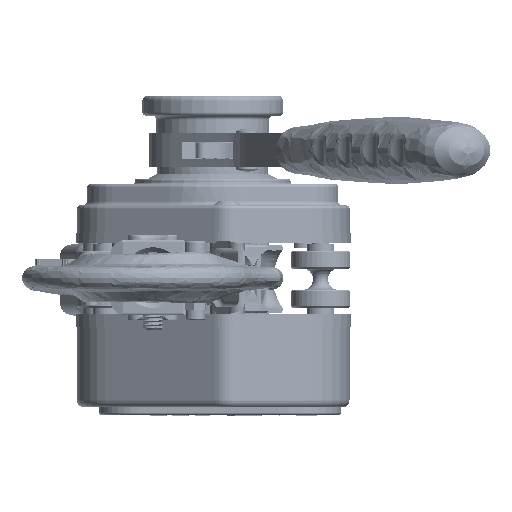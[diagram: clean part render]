
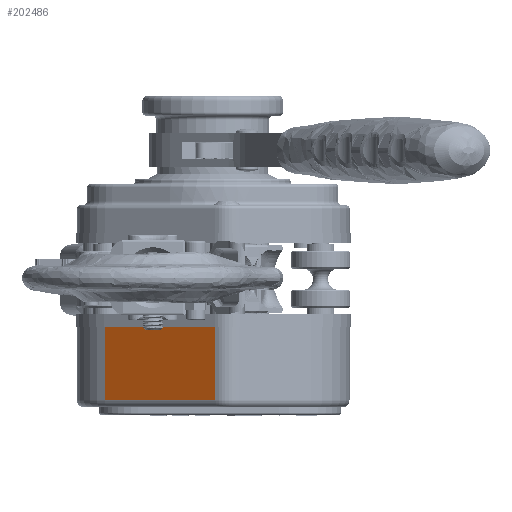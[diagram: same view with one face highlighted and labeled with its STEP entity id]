
A CAD part, front view. The second image highlights one B-rep face of the part: STEP entity #202486.
In plain terms, the highlighted planar face has unit normal (-0.546, -0.838, 0).
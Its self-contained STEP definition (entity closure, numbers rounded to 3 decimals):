
#197755=CARTESIAN_POINT('',(-52.032,-14.34,67.85));
#197756=VERTEX_POINT('',#197755);
#197764=CARTESIAN_POINT('',(-8.049,-43.023,67.85));
#197765=VERTEX_POINT('',#197764);
#197766=CARTESIAN_POINT('',(-52.032,-14.34,67.85));
#197767=DIRECTION('',(0.838,-0.546,0.0));
#197768=VECTOR('',#197767,52.51);
#197769=LINE('',#197766,#197768);
#197770=EDGE_CURVE('',#197756,#197765,#197769,.T.);
#198343=CARTESIAN_POINT('',(-52.032,-14.34,38.85));
#198344=VERTEX_POINT('',#198343);
#198409=CARTESIAN_POINT('',(-8.049,-43.023,38.85));
#198410=VERTEX_POINT('',#198409);
#198418=CARTESIAN_POINT('',(-52.032,-14.34,38.85));
#198419=DIRECTION('',(0.838,-0.546,0.));
#198420=VECTOR('',#198419,52.51);
#198421=LINE('',#198418,#198420);
#198422=EDGE_CURVE('',#198344,#198410,#198421,.T.);
#202458=CARTESIAN_POINT('',(-8.049,-43.023,67.85));
#202459=DIRECTION('',(0.0,0.0,-1.0));
#202460=VECTOR('',#202459,29.);
#202461=LINE('',#202458,#202460);
#202462=EDGE_CURVE('',#197765,#198410,#202461,.T.);
#202470=CARTESIAN_POINT('',(-52.032,-14.34,67.85));
#202471=DIRECTION('',(0.546,0.838,0.));
#202472=DIRECTION('',(0.0,0.0,-1.0));
#202473=AXIS2_PLACEMENT_3D('',#202470,#202471,#202472);
#202474=PLANE('',#202473);
#202475=CARTESIAN_POINT('',(-52.032,-14.34,67.85));
#202476=DIRECTION('',(0.0,0.0,-1.0));
#202477=VECTOR('',#202476,29.);
#202478=LINE('',#202475,#202477);
#202479=EDGE_CURVE('',#197756,#198344,#202478,.T.);
#202480=ORIENTED_EDGE('',*,*,#202479,.T.);
#202481=ORIENTED_EDGE('',*,*,#198422,.T.);
#202482=ORIENTED_EDGE('',*,*,#202462,.F.);
#202483=ORIENTED_EDGE('',*,*,#197770,.F.);
#202484=EDGE_LOOP('',(#202480,#202481,#202482,#202483));
#202485=FACE_OUTER_BOUND('',#202484,.T.);
#202486=ADVANCED_FACE('',(#202485),#202474,.F.);
